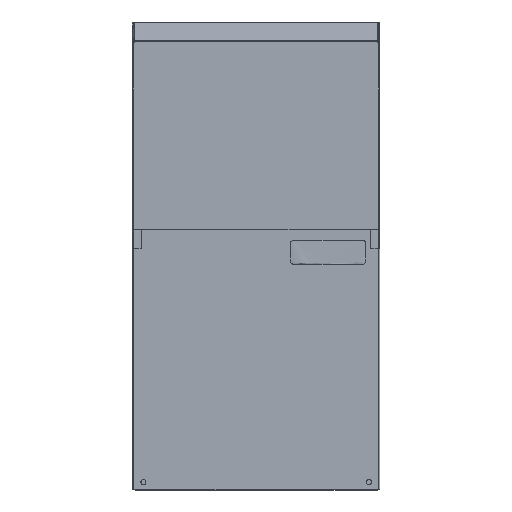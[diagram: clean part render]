
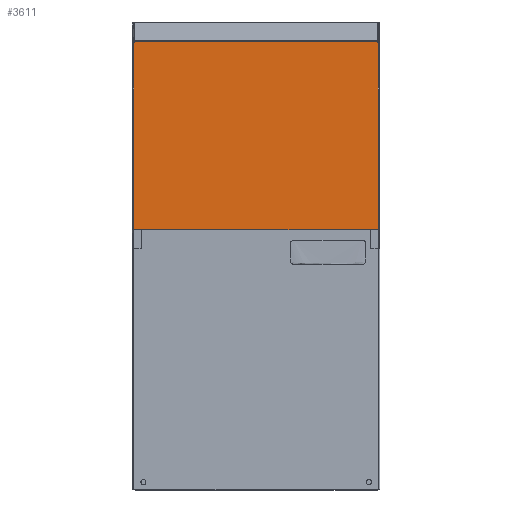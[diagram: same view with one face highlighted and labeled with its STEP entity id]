
A CAD part, top view. The second image highlights one B-rep face of the part: STEP entity #3611.
In plain terms, the highlighted planar face has unit normal (0, 0, 1).
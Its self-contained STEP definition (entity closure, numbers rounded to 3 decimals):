
#1487 = FACE_OUTER_BOUND ( 'NONE', #6638, .T. ) ;
#1958 = LINE ( 'NONE', #5946, #22506 ) ;
#2469 = CARTESIAN_POINT ( 'NONE',  ( -7.701, 13.147, 6.869 ) ) ;
#2470 = LINE ( 'NONE', #30220, #2636 ) ;
#2636 = VECTOR ( 'NONE', #11328, 39.37 ) ;
#3611 = ADVANCED_FACE ( 'NONE', ( #1487 ), #38697, .F. ) ;
#4855 = EDGE_CURVE ( 'NONE', #24373, #30860, #17087, .T. ) ;
#5946 = CARTESIAN_POINT ( 'NONE',  ( 7.637, 13.198, 6.869 ) ) ;
#6014 = LINE ( 'NONE', #43233, #46825 ) ;
#6638 = EDGE_LOOP ( 'NONE', ( #38312, #50740, #46372, #28558, #53904, #27835, #14981, #18275 ) ) ;
#7974 = DIRECTION ( 'NONE',  ( 0., -1., 0. ) ) ;
#8130 = CARTESIAN_POINT ( 'NONE',  ( 7.637, 13.18, 6.869 ) ) ;
#8967 = VECTOR ( 'NONE', #9877, 39.37 ) ;
#9562 = CARTESIAN_POINT ( 'NONE',  ( -7.701, 1.387, 6.869 ) ) ;
#9877 = DIRECTION ( 'NONE',  ( 1., 0., 0. ) ) ;
#11328 = DIRECTION ( 'NONE',  ( -1., 0., 0. ) ) ;
#11874 = VERTEX_POINT ( 'NONE', #38319 ) ;
#12210 = DIRECTION ( 'NONE',  ( 0., -1., 0. ) ) ;
#13486 = EDGE_CURVE ( 'NONE', #34495, #56201, #48311, .T. ) ;
#14981 = ORIENTED_EDGE ( 'NONE', *, *, #45328, .F. ) ;
#15412 = EDGE_CURVE ( 'NONE', #56201, #59608, #2470, .T. ) ;
#16117 = VECTOR ( 'NONE', #26742, 39.37 ) ;
#17087 = LINE ( 'NONE', #2469, #35217 ) ;
#17132 = CARTESIAN_POINT ( 'NONE',  ( -7.667, 13.198, 6.869 ) ) ;
#18275 = ORIENTED_EDGE ( 'NONE', *, *, #31368, .T. ) ;
#21595 = VECTOR ( 'NONE', #7974, 39.37 ) ;
#22506 = VECTOR ( 'NONE', #48035, 39.37 ) ;
#22945 = VECTOR ( 'NONE', #24210, 39.37 ) ;
#23979 = VERTEX_POINT ( 'NONE', #28777 ) ;
#24210 = DIRECTION ( 'NONE',  ( 0., 1., 0. ) ) ;
#24373 = VERTEX_POINT ( 'NONE', #59225 ) ;
#25515 = VERTEX_POINT ( 'NONE', #31787 ) ;
#26742 = DIRECTION ( 'NONE',  ( -1., 0., 0. ) ) ;
#27003 = CARTESIAN_POINT ( 'NONE',  ( 7.671, 1.387, 6.869 ) ) ;
#27835 = ORIENTED_EDGE ( 'NONE', *, *, #15412, .T. ) ;
#28558 = ORIENTED_EDGE ( 'NONE', *, *, #44846, .F. ) ;
#28777 = CARTESIAN_POINT ( 'NONE',  ( -7.667, 13.129, 6.869 ) ) ;
#29788 = DIRECTION ( 'NONE',  ( -1., 0., 0. ) ) ;
#30220 = CARTESIAN_POINT ( 'NONE',  ( 7.671, 13.129, 6.869 ) ) ;
#30860 = VERTEX_POINT ( 'NONE', #9562 ) ;
#31368 = EDGE_CURVE ( 'NONE', #11874, #25515, #58479, .T. ) ;
#31787 = CARTESIAN_POINT ( 'NONE',  ( -7.667, 13.18, 6.869 ) ) ;
#33825 = DIRECTION ( 'NONE',  ( 0., 0., -1. ) ) ;
#34495 = VERTEX_POINT ( 'NONE', #27003 ) ;
#35217 = VECTOR ( 'NONE', #12210, 39.37 ) ;
#37661 = EDGE_CURVE ( 'NONE', #25515, #23979, #40319, .T. ) ;
#38312 = ORIENTED_EDGE ( 'NONE', *, *, #37661, .T. ) ;
#38319 = CARTESIAN_POINT ( 'NONE',  ( 7.637, 13.18, 6.869 ) ) ;
#38697 = PLANE ( 'NONE',  #49878 ) ;
#40319 = LINE ( 'NONE', #17132, #21595 ) ;
#42173 = EDGE_CURVE ( 'NONE', #24373, #23979, #48800, .T. ) ;
#43233 = CARTESIAN_POINT ( 'NONE',  ( 7.637, 1.387, 6.869 ) ) ;
#44846 = EDGE_CURVE ( 'NONE', #34495, #30860, #6014, .T. ) ;
#45328 = EDGE_CURVE ( 'NONE', #11874, #59608, #1958, .T. ) ;
#46372 = ORIENTED_EDGE ( 'NONE', *, *, #4855, .T. ) ;
#46825 = VECTOR ( 'NONE', #29788, 39.37 ) ;
#48035 = DIRECTION ( 'NONE',  ( 0., -1., 0. ) ) ;
#48288 = CARTESIAN_POINT ( 'NONE',  ( 7.671, 13.129, 6.869 ) ) ;
#48311 = LINE ( 'NONE', #57465, #22945 ) ;
#48800 = LINE ( 'NONE', #56877, #8967 ) ;
#49878 = AXIS2_PLACEMENT_3D ( 'NONE', #52728, #33825, #52432 ) ;
#50740 = ORIENTED_EDGE ( 'NONE', *, *, #42173, .F. ) ;
#52432 = DIRECTION ( 'NONE',  ( 0., -1., 0. ) ) ;
#52728 = CARTESIAN_POINT ( 'NONE',  ( 7.637, 13.198, 6.869 ) ) ;
#53904 = ORIENTED_EDGE ( 'NONE', *, *, #13486, .T. ) ;
#56201 = VERTEX_POINT ( 'NONE', #48288 ) ;
#56877 = CARTESIAN_POINT ( 'NONE',  ( -7.701, 13.129, 6.869 ) ) ;
#57465 = CARTESIAN_POINT ( 'NONE',  ( 7.671, 1.369, 6.869 ) ) ;
#58479 = LINE ( 'NONE', #8130, #16117 ) ;
#58857 = CARTESIAN_POINT ( 'NONE',  ( 7.637, 13.129, 6.869 ) ) ;
#59225 = CARTESIAN_POINT ( 'NONE',  ( -7.701, 13.129, 6.869 ) ) ;
#59608 = VERTEX_POINT ( 'NONE', #58857 ) ;
